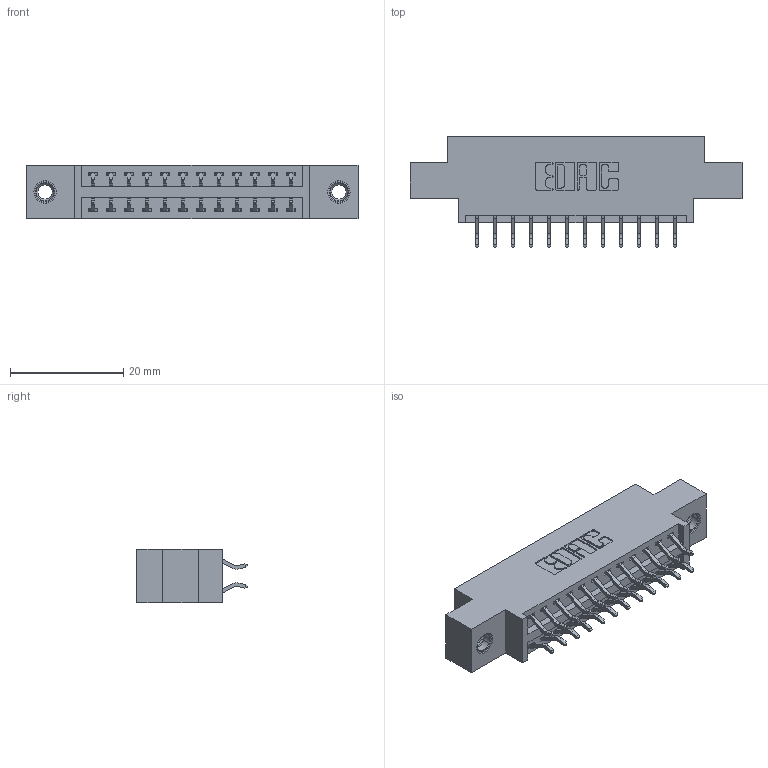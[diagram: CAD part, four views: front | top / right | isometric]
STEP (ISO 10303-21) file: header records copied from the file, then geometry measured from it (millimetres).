
FILE_DESCRIPTION (( 'STEP AP203' ), '1' );
FILE_NAME ('396-024-556-807.STEP', '2019-11-01T18:52:46', ( '' ), ( '' ), 'SwSTEP 2.0', 'SolidWorks 2016', '' );
FILE_SCHEMA (( 'CONFIG_CONTROL_DESIGN' ));
Length unit declared in the file: inch
Products named in the file (4): 346 Part_0.170 Offset - 0.156 Dia-TI; 345-292-001_556 Tail; 345-250-001_345-250-005-103; 396-024-556-807
Assembly tree (27 placements, depth 2):
  396-024-556-807
    346 Part_0.170 Offset - 0.156 Dia-TI
    345-292-001_556 Tail  x24
    345-250-001_345-250-005-103  x2
Bounding box: 58.67 x 19.57 x 9.4 mm (x, y, z)
Volume: 5319.4 mm3; surface area: 7031.4 mm2
Topology: 27 solids, 27 shells, 1578 faces, 4629 edges, 3046 vertices
Faces by surface type: plane 1048, cylinder 514, cone 12, torus 4
Entity records: 13408 total; most frequent: CARTESIAN_POINT 2251, ORIENTED_EDGE 2166, DIRECTION 2049, EDGE_CURVE 1083, LINE 875, VECTOR 875, VERTEX_POINT 716, AXIS2_PLACEMENT_3D 587
